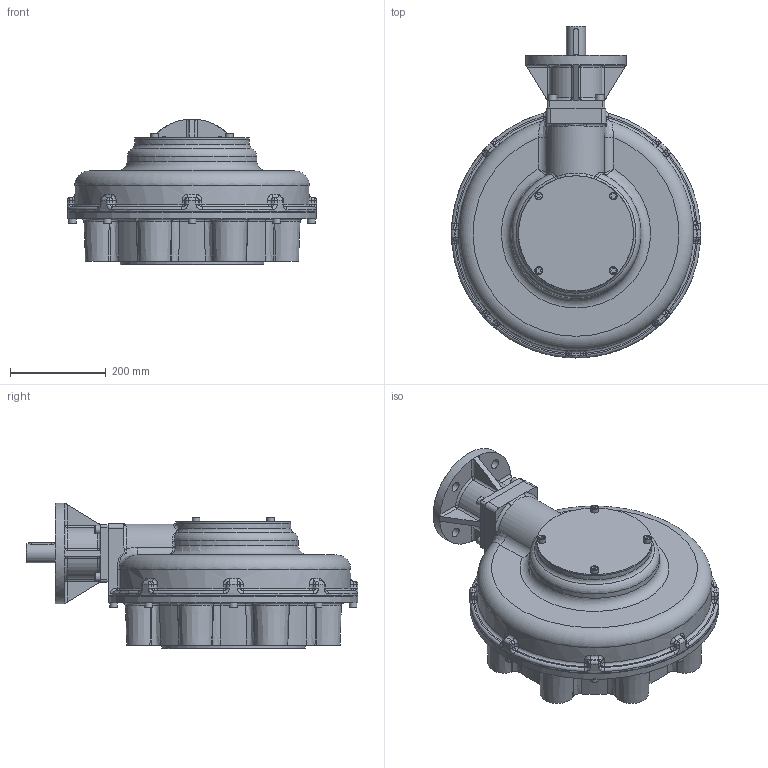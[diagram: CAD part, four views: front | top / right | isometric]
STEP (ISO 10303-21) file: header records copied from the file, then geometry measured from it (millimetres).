
FILE_DESCRIPTION(/* description */ ('Unknown'),/* implementation_level */ '2;1');
FILE_NAME(/* name */ 'PUBIB13-F16-F40_simplified',/* time_stamp */ '2015-12-10T09:16:39+00:00',/* author */ ('Unknown'),/* organization */ ('Unknown'),/* preprocessor_version */ 'ST-DEVELOPER v16',/* originating_system */ 'DEX',/* authorisation */ $);
FILE_SCHEMA (('AUTOMOTIVE_DESIGN { 1 0 10303 214 3 1 1 }','AUTOMOTIVE_DESIGN {1 0 10303 214 3 1 1}'));
Length unit declared in the file: millimetre
Products named in the file (1): PUBIB13-F16-F40_simplified
Bounding box: 520 x 692.73 x 304.45 mm (x, y, z)
Surface area: 1456967.7 mm2 (no closed solid volume)
Topology: 0 solids, 46 shells, 719 faces, 2157 edges, 1440 vertices
Faces by surface type: plane 250, cylinder 158, torus 96, bspline 89, cone 80, sphere 46
Full cylindrical faces by diameter (mm): 8.376 x1, 10 x8, 16 x12, 18 x4, 20.5 x4, 31.67 x8, 40 x1, 50 x1, 105 x1, 130 x1, 159.64 x1, 160 x1, 210 x1, 240 x1, 299.95 x1, 339.85 x1, 340 x1, 458.262 x1, 520 x1
Entity records: 35598 total; most frequent: CARTESIAN_POINT 14359, DIRECTION 3774, ORIENTED_EDGE 3352, EDGE_CURVE 1958, AXIS2_PLACEMENT_3D 1599, VERTEX_POINT 1395, FACE_BOUND 894, EDGE_LOOP 885
